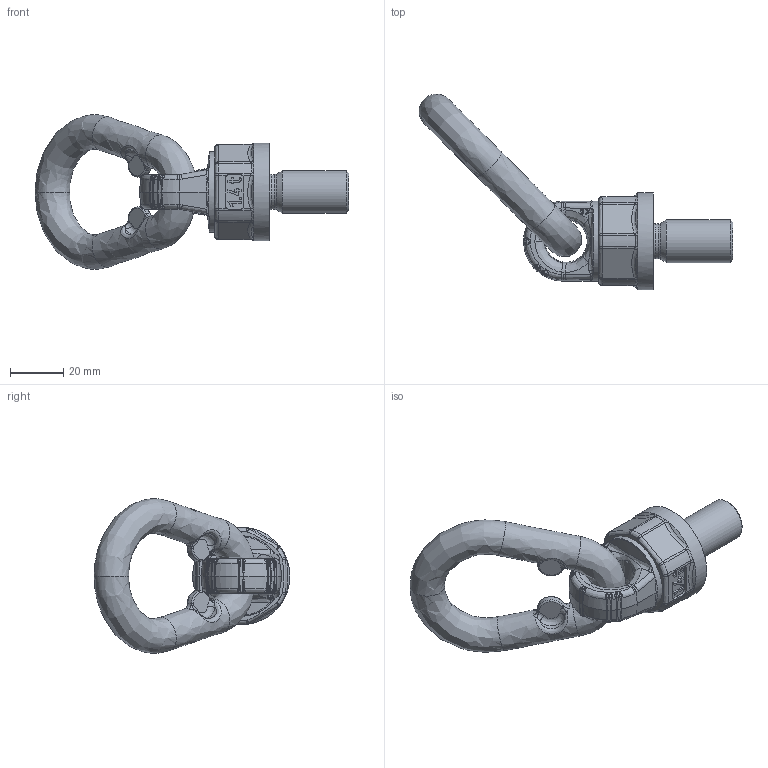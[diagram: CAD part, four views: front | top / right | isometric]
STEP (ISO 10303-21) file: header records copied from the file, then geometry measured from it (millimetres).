
FILE_DESCRIPTION((''),'2;1');
FILE_NAME('TP1_4_M16x30_45°.stp', '2012-03-27T09:34:17',('User'),('SDRC'),'I-DEAS Master Series 9','UNIX', 'Yes');
FILE_SCHEMA(('CONFIG_CONTROL_DESIGN', 'GEOMETRIC_VALIDATION_PROPERTIES_MIM','SHAPE_APPEARANCE_LAYER_MIM'));
Length unit declared in the file: millimetre
Bounding box: 117.82 x 73.47 x 57.94 mm (x, y, z)
Volume: 56907.3 mm3; surface area: 15595.3 mm2
Topology: 1 solids, 1 shells, 570 faces, 1416 edges, 835 vertices
Faces by surface type: bspline 570
Entity records: 23637 total; most frequent: CARTESIAN_POINT 14941, ORIENTED_EDGE 2780, EDGE_CURVE 1390, VERTEX_POINT 835, OVER_RIDING_STYLED_ITEM 671, EDGE_LOOP 589, FACE_OUTER_BOUND 570, ADVANCED_FACE 570
